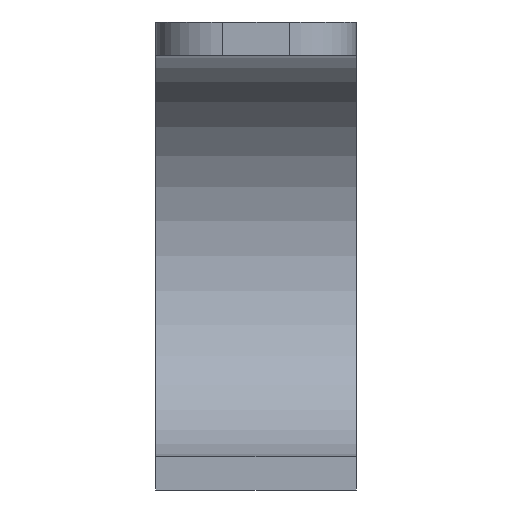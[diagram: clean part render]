
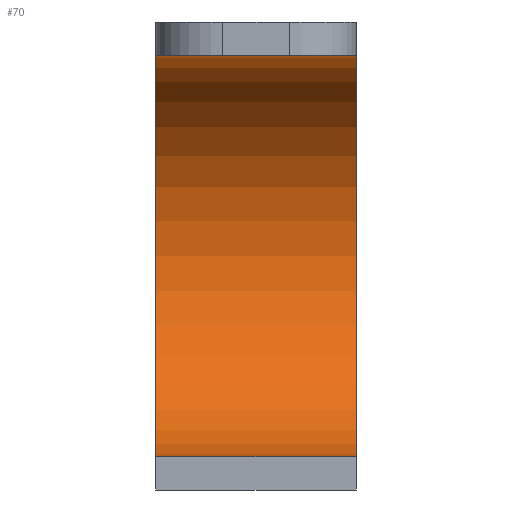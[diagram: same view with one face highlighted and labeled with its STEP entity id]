
A CAD part, front view. The second image highlights one B-rep face of the part: STEP entity #70.
In plain terms, the highlighted cylindrical face has radius 30 mm (diameter 60 mm), a partial arc.
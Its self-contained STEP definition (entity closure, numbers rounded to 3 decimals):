
#70=ADVANCED_FACE('',(#210),#212,.F.);
#210=FACE_BOUND('',#211,.T.);
#211=EDGE_LOOP('',(#459,#460,#461,#462));
#212=CYLINDRICAL_SURFACE('',#213,30.);
#213=AXIS2_PLACEMENT_3D('',#214,#215,#216);
#214=CARTESIAN_POINT('',(20.,-10.,-30.));
#215=DIRECTION('',(1.,0.,0.));
#216=DIRECTION('',(0.,0.,-1.));
#459=ORIENTED_EDGE('',*,*,#593,.T.);
#460=ORIENTED_EDGE('',*,*,#595,.F.);
#461=ORIENTED_EDGE('',*,*,#585,.T.);
#462=ORIENTED_EDGE('',*,*,#613,.T.);
#585=EDGE_CURVE('',#712,#710,#713,.T.);
#593=EDGE_CURVE('',#726,#724,#727,.F.);
#595=EDGE_CURVE('',#712,#724,#729,.T.);
#613=EDGE_CURVE('',#710,#726,#759,.T.);
#710=VERTEX_POINT('',#1100);
#712=VERTEX_POINT('',#1104);
#713=CIRCLE('',#1105,30.);
#724=VERTEX_POINT('',#1131);
#726=VERTEX_POINT('',#1135);
#727=CIRCLE('',#1136,30.);
#729=LINE('',#1143,#1144);
#759=LINE('',#1218,#1219);
#1100=CARTESIAN_POINT('',(15.,-10.,0.));
#1104=CARTESIAN_POINT('',(15.,-10.,-60.));
#1105=AXIS2_PLACEMENT_3D('',#1106,#1107,#1108);
#1106=CARTESIAN_POINT('',(15.,-10.,-30.));
#1107=DIRECTION('',(1.,0.,0.));
#1108=DIRECTION('',(0.,0.,-1.));
#1131=CARTESIAN_POINT('',(-15.,-10.,-60.));
#1135=CARTESIAN_POINT('',(-15.,-10.,0.));
#1136=AXIS2_PLACEMENT_3D('',#1137,#1138,#1139);
#1137=CARTESIAN_POINT('',(-15.,-10.,-30.));
#1138=DIRECTION('',(1.,0.,0.));
#1139=DIRECTION('',(0.,0.,-1.));
#1143=CARTESIAN_POINT('',(15.,-10.,-60.));
#1144=VECTOR('',#1145,1.);
#1145=DIRECTION('',(-1.,0.,0.));
#1218=CARTESIAN_POINT('',(15.,-10.,0.));
#1219=VECTOR('',#1220,1.);
#1220=DIRECTION('',(-1.,0.,0.));
